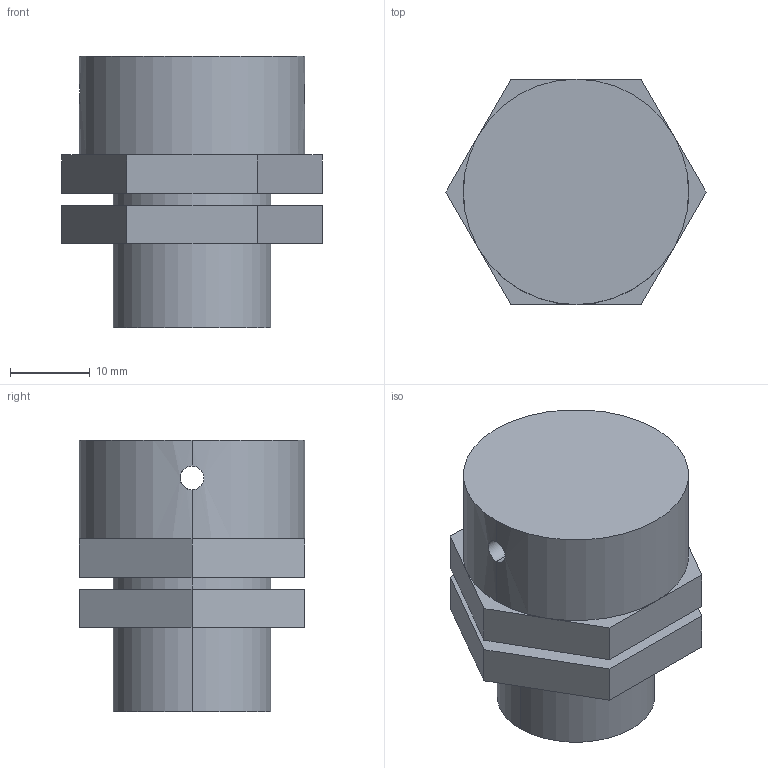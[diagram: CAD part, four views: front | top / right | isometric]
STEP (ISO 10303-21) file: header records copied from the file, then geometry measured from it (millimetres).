
FILE_DESCRIPTION (( 'STEP AP203' ), '1' );
FILE_NAME ('BDN4XN1_Default.step', '2019-11-12T20:55:33', ( '' ), ( '' ), 'SwSTEP 2.0', 'SolidWorks 2019', '' );
FILE_SCHEMA (( 'CONFIG_CONTROL_DESIGN' ));
Length unit declared in the file: inch
Products named in the file (1): BDN4XN1_Default
Bounding box: 32.61 x 28.24 x 34.04 mm (x, y, z)
Volume: 17898.3 mm3; surface area: 5186.2 mm2
Topology: 1 solids, 1 shells, 31 faces, 74 edges, 46 vertices
Faces by surface type: plane 23, cylinder 8
Entity records: 1061 total; most frequent: CARTESIAN_POINT 252, DIRECTION 152, ORIENTED_EDGE 148, EDGE_CURVE 74, LINE 52, VECTOR 52, AXIS2_PLACEMENT_3D 50, VERTEX_POINT 46
